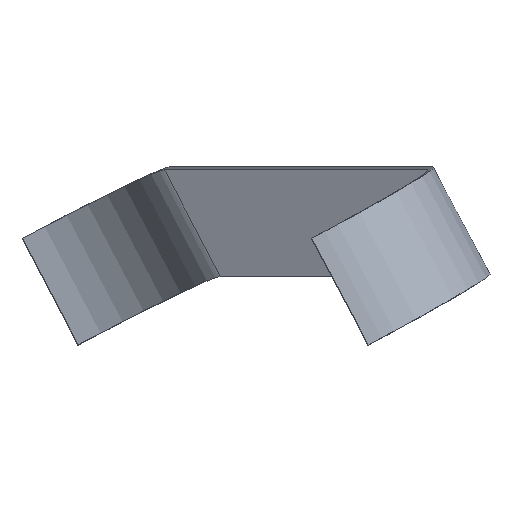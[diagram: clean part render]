
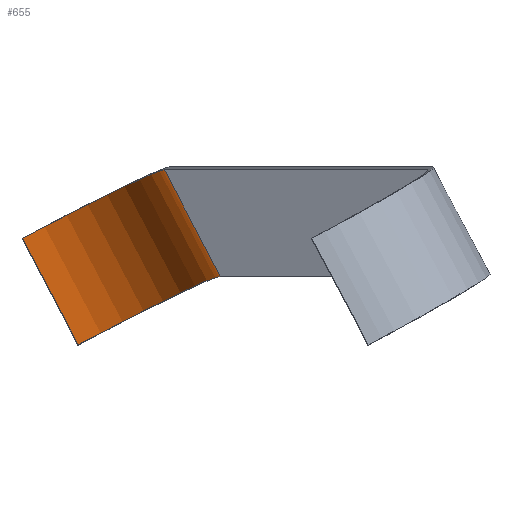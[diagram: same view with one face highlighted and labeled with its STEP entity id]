
A CAD part, front view. The second image highlights one B-rep face of the part: STEP entity #655.
In plain terms, the highlighted cylindrical face has radius 48 mm (diameter 96 mm), a partial arc.
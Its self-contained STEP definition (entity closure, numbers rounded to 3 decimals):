
#77 = PLANE('',#78);
#78 = AXIS2_PLACEMENT_3D('',#79,#80,#81);
#79 = CARTESIAN_POINT('',(6285.164,544.842,
    -4650.81));
#80 = DIRECTION('',(0.466,0.041,-0.884));
#81 = DIRECTION('',(-0.884,0.,-0.467));
#138 = PLANE('',#139);
#139 = AXIS2_PLACEMENT_3D('',#140,#141,#142);
#140 = CARTESIAN_POINT('',(6303.583,546.454,
    -4685.716));
#141 = DIRECTION('',(0.466,0.041,-0.884));
#142 = DIRECTION('',(-0.884,0.,-0.467));
#312 = VERTEX_POINT('',#313);
#313 = CARTESIAN_POINT('',(6272.087,1041.259,
    -4679.492));
#326 = PLANE('',#327);
#327 = AXIS2_PLACEMENT_3D('',#328,#329,#330);
#328 = CARTESIAN_POINT('',(3003.055,262.733,
    1596.755));
#329 = DIRECTION('',(0.88,0.077,0.468));
#330 = DIRECTION('',(0.469,0.,-0.883)
  );
#337 = EDGE_CURVE('',#338,#312,#340,.T.);
#338 = VERTEX_POINT('',#339);
#339 = CARTESIAN_POINT('',(6225.644,1085.419,
    -4701.96));
#340 = SURFACE_CURVE('',#341,(#346,#353),.PCURVE_S1.);
#341 = ELLIPSE('',#342,48.04,48.);
#342 = AXIS2_PLACEMENT_3D('',#343,#344,#345);
#343 = CARTESIAN_POINT('',(6229.831,1037.562,
    -4701.96));
#344 = DIRECTION('',(0.466,0.041,-0.884));
#345 = DIRECTION('',(0.087,-0.996,
    0.));
#346 = PCURVE('',#138,#347);
#347 = DEFINITIONAL_REPRESENTATION('',(#348),#352);
#348 = ELLIPSE('',#349,48.04,48.);
#349 = AXIS2_PLACEMENT_2D('',#350,#351);
#350 = CARTESIAN_POINT('',(72.809,491.517));
#351 = DIRECTION('',(-0.077,-0.997));
#352 = ( GEOMETRIC_REPRESENTATION_CONTEXT(2) 
PARAMETRIC_REPRESENTATION_CONTEXT() REPRESENTATION_CONTEXT('2D SPACE',''
  ) );
#353 = PCURVE('',#354,#359);
#354 = CYLINDRICAL_SURFACE('',#355,48.);
#355 = AXIS2_PLACEMENT_3D('',#356,#357,#358);
#356 = CARTESIAN_POINT('',(6684.962,1117.814,
    -5571.14));
#357 = DIRECTION('',(-0.462,-0.082,0.883)
  );
#358 = DIRECTION('',(0.88,0.077,0.468));
#359 = DEFINITIONAL_REPRESENTATION('',(#360),#370);
#360 = B_SPLINE_CURVE_WITH_KNOTS('',8,(#361,#362,#363,#364,#365,#366,
    #367,#368,#369),.UNSPECIFIED.,.F.,.F.,(9,9),(3.142,
    4.712),.PIECEWISE_BEZIER_KNOTS.);
#361 = CARTESIAN_POINT('',(1.571,982.441));
#362 = CARTESIAN_POINT('',(1.374,982.441));
#363 = CARTESIAN_POINT('',(1.178,982.528));
#364 = CARTESIAN_POINT('',(0.982,982.701));
#365 = CARTESIAN_POINT('',(0.785,982.954));
#366 = CARTESIAN_POINT('',(0.589,983.272));
#367 = CARTESIAN_POINT('',(0.393,983.635));
#368 = CARTESIAN_POINT('',(0.196,984.021));
#369 = CARTESIAN_POINT('',(0.,984.407));
#370 = ( GEOMETRIC_REPRESENTATION_CONTEXT(2) 
PARAMETRIC_REPRESENTATION_CONTEXT() REPRESENTATION_CONTEXT('2D SPACE',''
  ) );
#385 = PLANE('',#386);
#386 = AXIS2_PLACEMENT_3D('',#387,#388,#389);
#387 = CARTESIAN_POINT('',(-363.41,-26.756,
    7873.233));
#388 = DIRECTION('',(0.88,0.077,0.468));
#389 = DIRECTION('',(0.469,0.,-0.883)
  );
#510 = VERTEX_POINT('',#511);
#511 = CARTESIAN_POINT('',(6253.809,1038.036,
    -4644.587));
#530 = EDGE_CURVE('',#531,#510,#533,.T.);
#531 = VERTEX_POINT('',#532);
#532 = CARTESIAN_POINT('',(6207.366,1082.196,
    -4667.054));
#533 = SURFACE_CURVE('',#534,(#539,#546),.PCURVE_S1.);
#534 = ELLIPSE('',#535,48.04,48.);
#535 = AXIS2_PLACEMENT_3D('',#536,#537,#538);
#536 = CARTESIAN_POINT('',(6211.553,1034.339,
    -4667.054));
#537 = DIRECTION('',(0.466,0.041,-0.884));
#538 = DIRECTION('',(0.087,-0.996,
    0.));
#539 = PCURVE('',#77,#540);
#540 = DEFINITIONAL_REPRESENTATION('',(#541),#545);
#541 = ELLIPSE('',#542,48.04,48.);
#542 = AXIS2_PLACEMENT_2D('',#543,#544);
#543 = CARTESIAN_POINT('',(72.684,489.904));
#544 = DIRECTION('',(-0.077,-0.997));
#545 = ( GEOMETRIC_REPRESENTATION_CONTEXT(2) 
PARAMETRIC_REPRESENTATION_CONTEXT() REPRESENTATION_CONTEXT('2D SPACE',''
  ) );
#546 = PCURVE('',#354,#547);
#547 = DEFINITIONAL_REPRESENTATION('',(#548),#558);
#548 = B_SPLINE_CURVE_WITH_KNOTS('',8,(#549,#550,#551,#552,#553,#554,
    #555,#556,#557),.UNSPECIFIED.,.F.,.F.,(9,9),(3.142,
    4.712),.PIECEWISE_BEZIER_KNOTS.);
#549 = CARTESIAN_POINT('',(1.571,1021.975));
#550 = CARTESIAN_POINT('',(1.374,1021.975));
#551 = CARTESIAN_POINT('',(1.178,1022.061));
#552 = CARTESIAN_POINT('',(0.982,1022.234));
#553 = CARTESIAN_POINT('',(0.785,1022.487));
#554 = CARTESIAN_POINT('',(0.589,1022.805));
#555 = CARTESIAN_POINT('',(0.393,1023.168));
#556 = CARTESIAN_POINT('',(0.196,1023.554));
#557 = CARTESIAN_POINT('',(0.,1023.94));
#558 = ( GEOMETRIC_REPRESENTATION_CONTEXT(2) 
PARAMETRIC_REPRESENTATION_CONTEXT() REPRESENTATION_CONTEXT('2D SPACE',''
  ) );
#637 = EDGE_CURVE('',#338,#531,#638,.T.);
#638 = SURFACE_CURVE('',#639,(#643,#649),.PCURVE_S1.);
#639 = LINE('',#640,#641);
#640 = CARTESIAN_POINT('',(6679.866,1165.511,
    -5569.404));
#641 = VECTOR('',#642,1.);
#642 = DIRECTION('',(-0.462,-0.082,0.883)
  );
#643 = PCURVE('',#385,#644);
#644 = DEFINITIONAL_REPRESENTATION('',(#645),#648);
#645 = B_SPLINE_CURVE_WITH_KNOTS('',1,(#646,#647),.UNSPECIFIED.,.F.,.F.,
  (2,2),(0.082,1974.188),
  .PIECEWISE_BEZIER_KNOTS.);
#646 = CARTESIAN_POINT('',(15175.679,1195.812));
#647 = CARTESIAN_POINT('',(13208.184,1034.398));
#648 = ( GEOMETRIC_REPRESENTATION_CONTEXT(2) 
PARAMETRIC_REPRESENTATION_CONTEXT() REPRESENTATION_CONTEXT('2D SPACE',''
  ) );
#649 = PCURVE('',#354,#650);
#650 = DEFINITIONAL_REPRESENTATION('',(#651),#654);
#651 = B_SPLINE_CURVE_WITH_KNOTS('',1,(#652,#653),.UNSPECIFIED.,.F.,.F.,
  (2,2),(0.082,1974.188),
  .PIECEWISE_BEZIER_KNOTS.);
#652 = CARTESIAN_POINT('',(1.571,0.082));
#653 = CARTESIAN_POINT('',(1.571,1974.188));
#654 = ( GEOMETRIC_REPRESENTATION_CONTEXT(2) 
PARAMETRIC_REPRESENTATION_CONTEXT() REPRESENTATION_CONTEXT('2D SPACE',''
  ) );
#655 = ADVANCED_FACE('',(#656),#354,.F.);
#656 = FACE_BOUND('',#657,.F.);
#657 = EDGE_LOOP('',(#658,#659,#660,#661));
#658 = ORIENTED_EDGE('',*,*,#337,.F.);
#659 = ORIENTED_EDGE('',*,*,#637,.T.);
#660 = ORIENTED_EDGE('',*,*,#530,.T.);
#661 = ORIENTED_EDGE('',*,*,#662,.F.);
#662 = EDGE_CURVE('',#312,#510,#663,.T.);
#663 = SURFACE_CURVE('',#664,(#668,#675),.PCURVE_S1.);
#664 = LINE('',#665,#666);
#665 = CARTESIAN_POINT('',(6727.217,1121.51,
    -5548.672));
#666 = VECTOR('',#667,1.);
#667 = DIRECTION('',(-0.462,-0.082,0.883)
  );
#668 = PCURVE('',#354,#669);
#669 = DEFINITIONAL_REPRESENTATION('',(#670),#674);
#670 = LINE('',#671,#672);
#671 = CARTESIAN_POINT('',(0.,0.));
#672 = VECTOR('',#673,1.);
#673 = DIRECTION('',(0.,1.));
#674 = ( GEOMETRIC_REPRESENTATION_CONTEXT(2) 
PARAMETRIC_REPRESENTATION_CONTEXT() REPRESENTATION_CONTEXT('2D SPACE',''
  ) );
#675 = PCURVE('',#326,#676);
#676 = DEFINITIONAL_REPRESENTATION('',(#677),#681);
#677 = LINE('',#678,#679);
#678 = CARTESIAN_POINT('',(8057.425,861.336));
#679 = VECTOR('',#680,1.);
#680 = DIRECTION('',(-0.997,-0.082));
#681 = ( GEOMETRIC_REPRESENTATION_CONTEXT(2) 
PARAMETRIC_REPRESENTATION_CONTEXT() REPRESENTATION_CONTEXT('2D SPACE',''
  ) );
